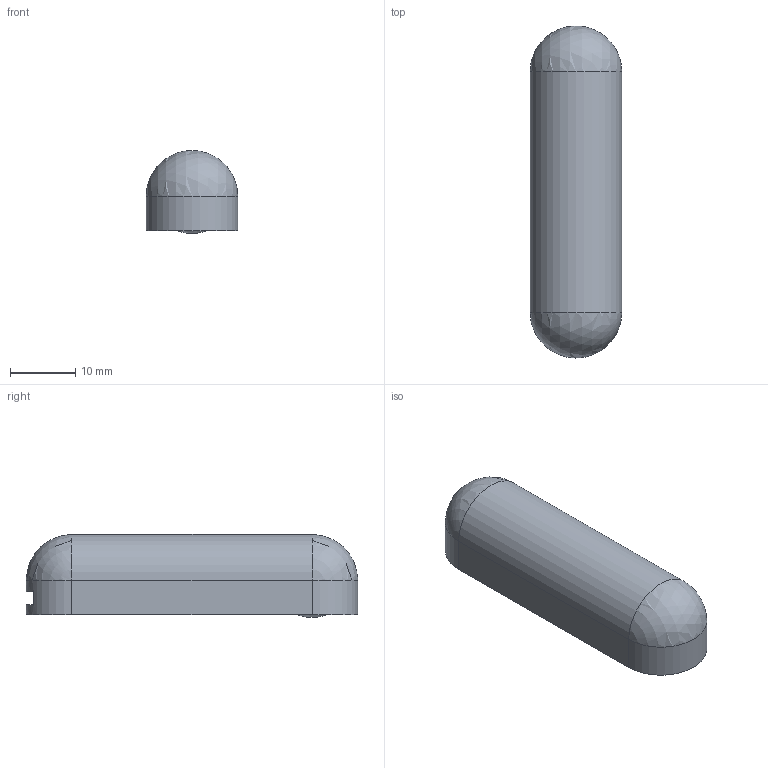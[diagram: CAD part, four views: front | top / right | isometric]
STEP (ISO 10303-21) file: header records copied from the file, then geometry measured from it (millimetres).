
FILE_DESCRIPTION(/* description */ (''),/* implementation_level */ '2;1');
FILE_NAME(/* name */ 'LED Release v1.step',/* time_stamp */ '2019-02-05T21:01:53-05:00',/* author */ ('nate.damen'),/* organization */ (''),/* preprocessor_version */ 'ST-DEVELOPER v17.2',/* originating_system */ 'Autodesk Translation Framework v7.6.0.251',/* authorisation */ '');
FILE_SCHEMA (('AUTOMOTIVE_DESIGN { 1 0 10303 214 3 1 1 }'));
Length unit declared in the file: millimetre
Products named in the file (1): LED Release
Bounding box: 14 x 50.8 x 12.71 mm (x, y, z)
Volume: 5082.1 mm3; surface area: 5216.3 mm2
Topology: 1 solids, 3 shells, 23 faces, 52 edges, 28 vertices
Faces by surface type: plane 11, cylinder 6, sphere 6
Entity records: 622 total; most frequent: DIRECTION 112, CARTESIAN_POINT 96, ORIENTED_EDGE 88, EDGE_CURVE 44, AXIS2_PLACEMENT_3D 44, VERTEX_POINT 28, EDGE_LOOP 24, LINE 24
